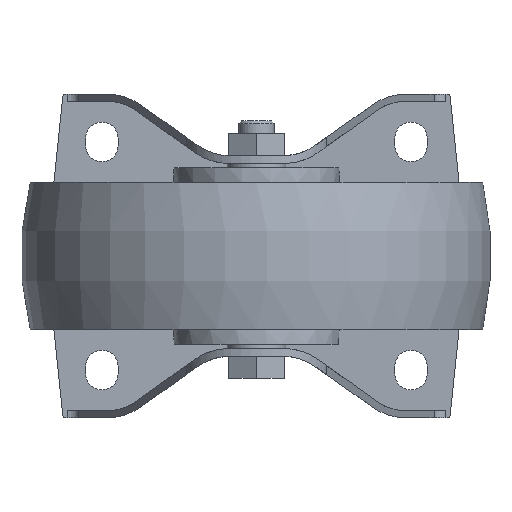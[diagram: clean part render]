
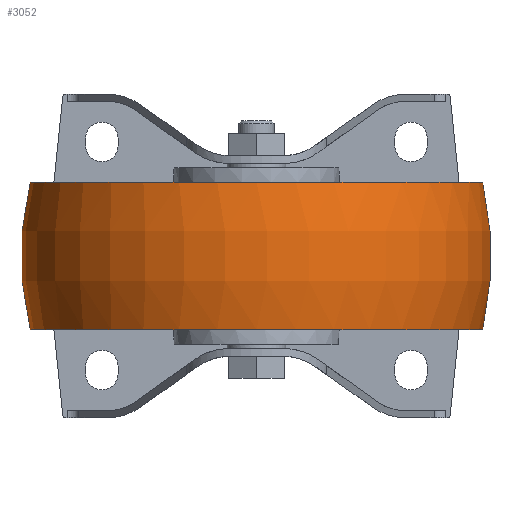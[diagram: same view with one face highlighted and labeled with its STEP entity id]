
A CAD part, front view. The second image highlights one B-rep face of the part: STEP entity #3052.
In plain terms, the highlighted toroidal (fillet/blend) face has major radius 20 mm and minor radius 100 mm.
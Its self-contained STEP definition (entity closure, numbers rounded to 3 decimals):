
#20=DEGENERATE_TOROIDAL_SURFACE('',#3358,20.,100.,.F.);
#259=CIRCLE('',#3357,76.825);
#260=CIRCLE('',#3359,76.825);
#926=ORIENTED_EDGE('',*,*,#1542,.T.);
#927=ORIENTED_EDGE('',*,*,#1543,.F.);
#1542=EDGE_CURVE('',#1890,#1890,#259,.T.);
#1543=EDGE_CURVE('',#1891,#1891,#260,.T.);
#1890=VERTEX_POINT('',#5151);
#1891=VERTEX_POINT('',#5154);
#2628=EDGE_LOOP('',(#926));
#2629=EDGE_LOOP('',(#927));
#2816=FACE_BOUND('',#2628,.T.);
#2817=FACE_BOUND('',#2629,.T.);
#3052=ADVANCED_FACE('',(#2816,#2817),#20,.F.);
#3357=AXIS2_PLACEMENT_3D('',#5150,#4127,#4128);
#3358=AXIS2_PLACEMENT_3D('',#5152,#4129,#4130);
#3359=AXIS2_PLACEMENT_3D('',#5153,#4131,#4132);
#4127=DIRECTION('',(0.,0.,-1.));
#4128=DIRECTION('',(-1.,0.,0.));
#4129=DIRECTION('',(0.,0.,-1.));
#4130=DIRECTION('',(-1.,0.,0.));
#4131=DIRECTION('',(0.,0.,-1.));
#4132=DIRECTION('',(-1.,0.,0.));
#5150=CARTESIAN_POINT('',(0.,0.,25.));
#5151=CARTESIAN_POINT('',(-76.825,0.,25.));
#5152=CARTESIAN_POINT('',(0.,0.,0.));
#5153=CARTESIAN_POINT('',(0.,0.,-25.));
#5154=CARTESIAN_POINT('',(-76.825,0.,-25.));
